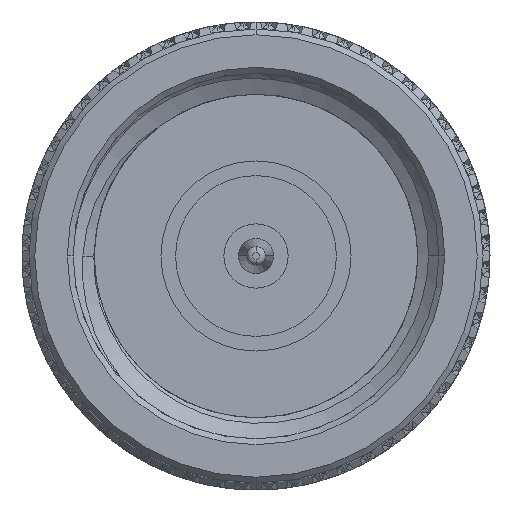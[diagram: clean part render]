
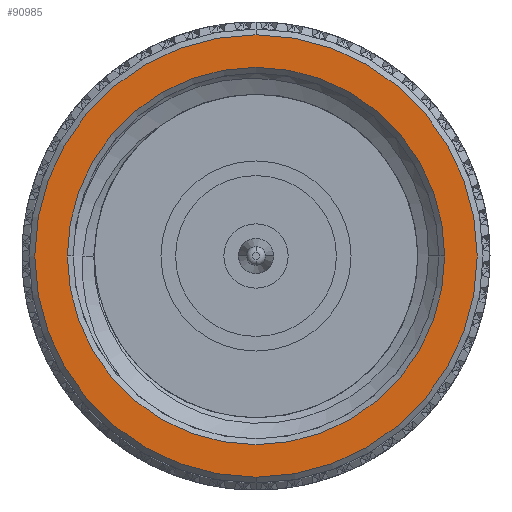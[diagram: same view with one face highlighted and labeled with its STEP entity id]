
A CAD part, left-side view. The second image highlights one B-rep face of the part: STEP entity #90985.
In plain terms, the highlighted planar face has unit normal (-1, 0, 0).
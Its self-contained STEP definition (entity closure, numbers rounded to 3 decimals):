
#382 = EDGE_CURVE ( 'NONE', #57304, #49412, #109351, .T. ) ;
#758 = EDGE_CURVE ( 'NONE', #70450, #70280, #6333, .T. ) ;
#4163 = DIRECTION ( 'NONE',  ( 0., -1., 0. ) ) ;
#6333 = CIRCLE ( 'NONE', #59665, 8.191 ) ;
#9317 = EDGE_LOOP ( 'NONE', ( #40832, #28014 ) ) ;
#13528 = ORIENTED_EDGE ( 'NONE', *, *, #382, .T. ) ;
#15383 = DIRECTION ( 'NONE',  ( 0., -1., 0. ) ) ;
#16094 = EDGE_CURVE ( 'NONE', #70280, #70450, #21377, .T. ) ;
#20335 = CARTESIAN_POINT ( 'NONE',  ( 0., 9.857, 0. ) ) ;
#21377 = CIRCLE ( 'NONE', #83613, 8.191 ) ;
#26112 = DIRECTION ( 'NONE',  ( 0., -1., 0. ) ) ;
#26643 = DIRECTION ( 'NONE',  ( 1., 0., 0. ) ) ;
#26979 = DIRECTION ( 'NONE',  ( 0., -1., 0. ) ) ;
#27320 = AXIS2_PLACEMENT_3D ( 'NONE', #38787, #65463, #15383 ) ;
#28014 = ORIENTED_EDGE ( 'NONE', *, *, #16094, .T. ) ;
#32684 = DIRECTION ( 'NONE',  ( 0., -1., 0. ) ) ;
#35003 = CARTESIAN_POINT ( 'NONE',  ( 0., 0., 0. ) ) ;
#38091 = EDGE_CURVE ( 'NONE', #49412, #57304, #77180, .T. ) ;
#38787 = CARTESIAN_POINT ( 'NONE',  ( 0., 0., 0. ) ) ;
#40832 = ORIENTED_EDGE ( 'NONE', *, *, #758, .T. ) ;
#44852 = DIRECTION ( 'NONE',  ( -1., 0., 0. ) ) ;
#49412 = VERTEX_POINT ( 'NONE', #102135 ) ;
#53746 = PLANE ( 'NONE',  #88232 ) ;
#54325 = AXIS2_PLACEMENT_3D ( 'NONE', #99462, #57752, #32684 ) ;
#57304 = VERTEX_POINT ( 'NONE', #109974 ) ;
#57752 = DIRECTION ( 'NONE',  ( -1., 0., 0. ) ) ;
#59665 = AXIS2_PLACEMENT_3D ( 'NONE', #35003, #26643, #26112 ) ;
#62658 = FACE_BOUND ( 'NONE', #9317, .T. ) ;
#63432 = CARTESIAN_POINT ( 'NONE',  ( 0., 0., 8.191 ) ) ;
#65463 = DIRECTION ( 'NONE',  ( -1., 0., 0. ) ) ;
#70280 = VERTEX_POINT ( 'NONE', #100232 ) ;
#70450 = VERTEX_POINT ( 'NONE', #63432 ) ;
#75361 = EDGE_LOOP ( 'NONE', ( #13528, #101827 ) ) ;
#77180 = CIRCLE ( 'NONE', #27320, 9.603 ) ;
#83613 = AXIS2_PLACEMENT_3D ( 'NONE', #93234, #93786, #26979 ) ;
#88232 = AXIS2_PLACEMENT_3D ( 'NONE', #20335, #44852, #4163 ) ;
#89317 = FACE_OUTER_BOUND ( 'NONE', #75361, .T. ) ;
#90985 = ADVANCED_FACE ( 'NONE', ( #62658, #89317 ), #53746, .T. ) ;
#93234 = CARTESIAN_POINT ( 'NONE',  ( 0., 0., 0. ) ) ;
#93786 = DIRECTION ( 'NONE',  ( 1., 0., 0. ) ) ;
#99462 = CARTESIAN_POINT ( 'NONE',  ( 0., 0., 0. ) ) ;
#100232 = CARTESIAN_POINT ( 'NONE',  ( 0., 0., -8.191 ) ) ;
#101827 = ORIENTED_EDGE ( 'NONE', *, *, #38091, .T. ) ;
#102135 = CARTESIAN_POINT ( 'NONE',  ( 0., -9.603, 0. ) ) ;
#109351 = CIRCLE ( 'NONE', #54325, 9.603 ) ;
#109974 = CARTESIAN_POINT ( 'NONE',  ( 0., 9.603, 0. ) ) ;
